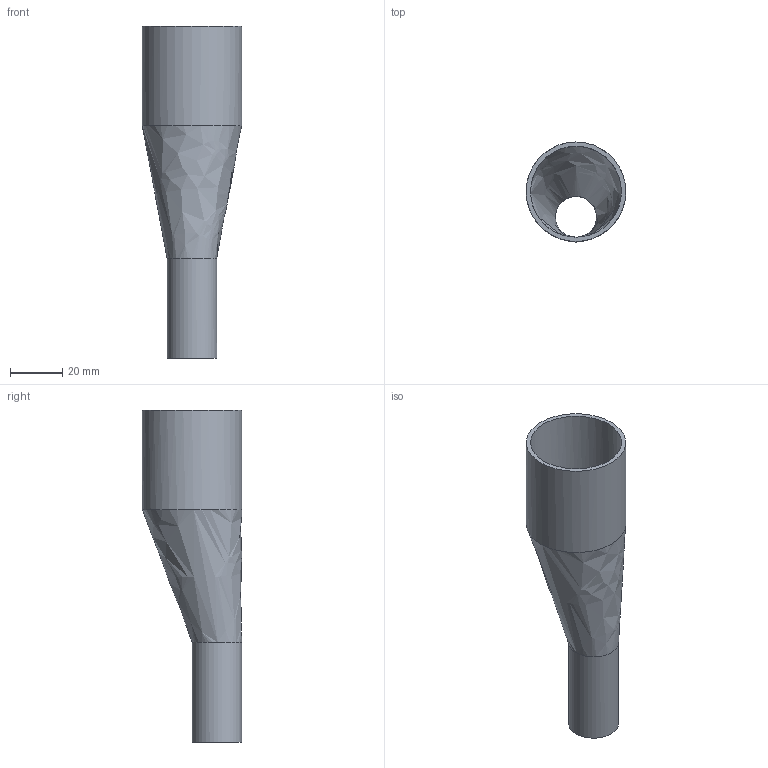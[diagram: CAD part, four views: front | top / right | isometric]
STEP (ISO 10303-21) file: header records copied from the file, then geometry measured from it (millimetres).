
FILE_DESCRIPTION(/* description */ (''),/* implementation_level */ '2;1');
FILE_NAME(/* name */ 'S32-15X.75.stp',/* time_stamp */ '2018-11-28T14:29:21-05:00',/* author */ ('rick'),/* organization */ (''),/* preprocessor_version */ 'ST-DEVELOPER v15.2',/* originating_system */ 'Autodesk Inventor 2014',/* authorisation */ '');
FILE_SCHEMA (('AUTOMOTIVE_DESIGN { 1 0 10303 214 3 1 1 }'));
Length unit declared in the file: inch
Products named in the file (1): S32-15X.75
Bounding box: 38.1 x 38.1 x 127 mm (x, y, z)
Volume: 17732.7 mm3; surface area: 22007.8 mm2
Topology: 1 solids, 1 shells, 386 faces, 1055 edges, 704 vertices
Faces by surface type: bspline 227, plane 155, cylinder 4
Full cylindrical faces by diameter (mm): 15.748 x1, 19.05 x1, 34.798 x1, 38.1 x1
Entity records: 15815 total; most frequent: CARTESIAN_POINT 7808, ORIENTED_EDGE 2098, EDGE_CURVE 1049, DIRECTION 867, VERTEX_POINT 702, B_SPLINE_CURVE_WITH_KNOTS 539, EDGE_LOOP 425, ADVANCED_FACE 386
